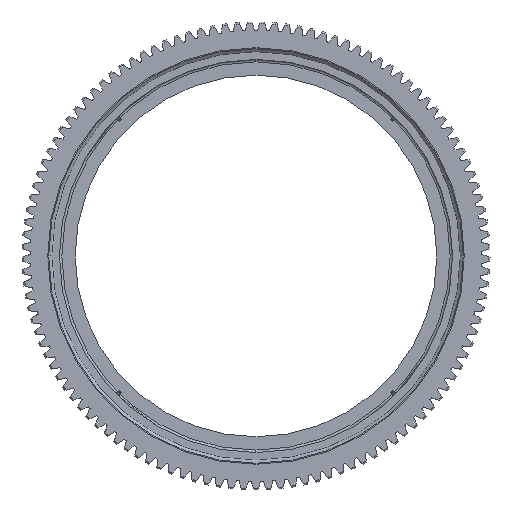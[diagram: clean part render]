
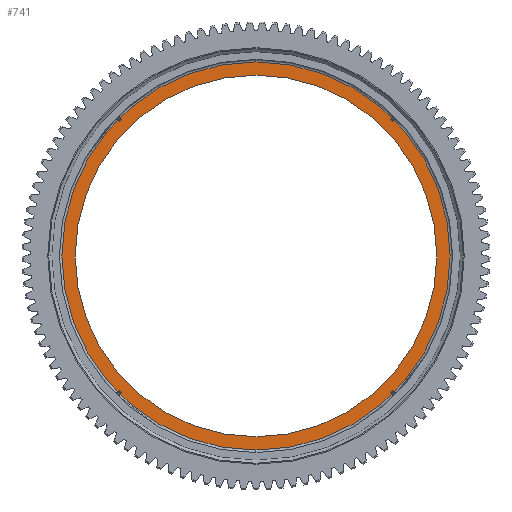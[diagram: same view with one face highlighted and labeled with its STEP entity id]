
A CAD part, front view. The second image highlights one B-rep face of the part: STEP entity #741.
In plain terms, the highlighted planar face has unit normal (0, -1, 0).
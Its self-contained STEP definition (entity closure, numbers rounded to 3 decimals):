
#741 = ADVANCED_FACE ( 'NONE', ( #1092, #25042 ), #11856, .F. ) ;
#893 = EDGE_CURVE ( 'NONE', #27170, #14019, #22196, .T. ) ;
#1092 = FACE_OUTER_BOUND ( 'NONE', #9580, .T. ) ;
#1182 = ORIENTED_EDGE ( 'NONE', *, *, #14087, .T. ) ;
#1390 = EDGE_CURVE ( 'NONE', #2704, #14494, #28814, .T. ) ;
#1686 = AXIS2_PLACEMENT_3D ( 'NONE', #21281, #21072, #21011 ) ;
#1858 = AXIS2_PLACEMENT_3D ( 'NONE', #18881, #9087, #3965 ) ;
#1956 = CIRCLE ( 'NONE', #20000, 367. ) ;
#2704 = VERTEX_POINT ( 'NONE', #3003 ) ;
#2886 = EDGE_CURVE ( 'NONE', #14494, #2704, #1956, .T. ) ;
#3003 = CARTESIAN_POINT ( 'NONE',  ( 0., 16., 367. ) ) ;
#3556 = CIRCLE ( 'NONE', #1686, 394. ) ;
#3849 = CARTESIAN_POINT ( 'NONE',  ( 0., 16., -394. ) ) ;
#3965 = DIRECTION ( 'NONE',  ( 0., 0., 1. ) ) ;
#4781 = ORIENTED_EDGE ( 'NONE', *, *, #893, .T. ) ;
#7891 = DIRECTION ( 'NONE',  ( 0., 0., 1. ) ) ;
#8413 = ORIENTED_EDGE ( 'NONE', *, *, #1390, .F. ) ;
#9087 = DIRECTION ( 'NONE',  ( 0., 1., 0. ) ) ;
#9580 = EDGE_LOOP ( 'NONE', ( #1182, #4781 ) ) ;
#9962 = AXIS2_PLACEMENT_3D ( 'NONE', #15223, #22117, #7891 ) ;
#11685 = DIRECTION ( 'NONE',  ( 0., 0., 1. ) ) ;
#11856 = PLANE ( 'NONE',  #1858 ) ;
#12372 = ORIENTED_EDGE ( 'NONE', *, *, #2886, .F. ) ;
#12692 = CARTESIAN_POINT ( 'NONE',  ( 0., 16., 0. ) ) ;
#14019 = VERTEX_POINT ( 'NONE', #25418 ) ;
#14087 = EDGE_CURVE ( 'NONE', #14019, #27170, #3556, .T. ) ;
#14494 = VERTEX_POINT ( 'NONE', #24713 ) ;
#15223 = CARTESIAN_POINT ( 'NONE',  ( 0., 16., 0. ) ) ;
#15563 = AXIS2_PLACEMENT_3D ( 'NONE', #25024, #25198, #24602 ) ;
#18881 = CARTESIAN_POINT ( 'NONE',  ( 0., 16., 337. ) ) ;
#20000 = AXIS2_PLACEMENT_3D ( 'NONE', #12692, #27941, #11685 ) ;
#21011 = DIRECTION ( 'NONE',  ( 0., 0., 1. ) ) ;
#21072 = DIRECTION ( 'NONE',  ( 0., -1., 0. ) ) ;
#21281 = CARTESIAN_POINT ( 'NONE',  ( 0., 16., 0. ) ) ;
#22117 = DIRECTION ( 'NONE',  ( 0., -1., 0. ) ) ;
#22196 = CIRCLE ( 'NONE', #15563, 394. ) ;
#24602 = DIRECTION ( 'NONE',  ( 0., 0., 1. ) ) ;
#24713 = CARTESIAN_POINT ( 'NONE',  ( 0., 16., -367. ) ) ;
#25024 = CARTESIAN_POINT ( 'NONE',  ( 0., 16., 0. ) ) ;
#25042 = FACE_BOUND ( 'NONE', #28604, .T. ) ;
#25198 = DIRECTION ( 'NONE',  ( 0., -1., 0. ) ) ;
#25418 = CARTESIAN_POINT ( 'NONE',  ( 0., 16., 394. ) ) ;
#27170 = VERTEX_POINT ( 'NONE', #3849 ) ;
#27941 = DIRECTION ( 'NONE',  ( 0., -1., 0. ) ) ;
#28604 = EDGE_LOOP ( 'NONE', ( #8413, #12372 ) ) ;
#28814 = CIRCLE ( 'NONE', #9962, 367. ) ;
